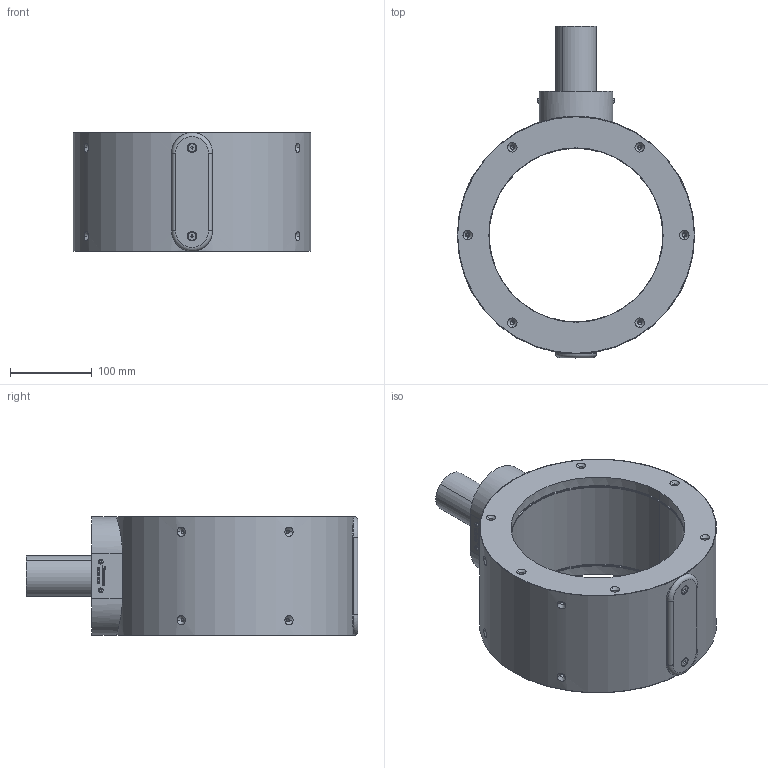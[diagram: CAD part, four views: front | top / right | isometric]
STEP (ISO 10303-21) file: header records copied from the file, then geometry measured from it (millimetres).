
FILE_DESCRIPTION (( 'STEP AP214' ), '1' );
FILE_NAME ('P-212-530-rev-E-ST.STEP', '2024-02-12T09:53:55', ( '' ), ( '' ), 'SwSTEP 2.0', 'SolidWorks 2023', '' );
FILE_SCHEMA (( 'AUTOMOTIVE_DESIGN' ));
Length unit declared in the file: millimetre
Products named in the file (1): P-212-530-rev-E-ST
Bounding box: 290 x 405.45 x 145.06 mm (x, y, z)
Volume: 4956636.3 mm3; surface area: 329201.7 mm2
Topology: 1 solids, 7 shells, 839 faces, 2115 edges, 1335 vertices
Faces by surface type: plane 331, bspline 212, cylinder 145, cone 126, torus 23, sphere 2
Entity records: 36346 total; most frequent: CARTESIAN_POINT 17697, ORIENTED_EDGE 4142, DIRECTION 3231, EDGE_CURVE 2071, VERTEX_POINT 1335, LINE 1197, VECTOR 1197, AXIS2_PLACEMENT_3D 1017
